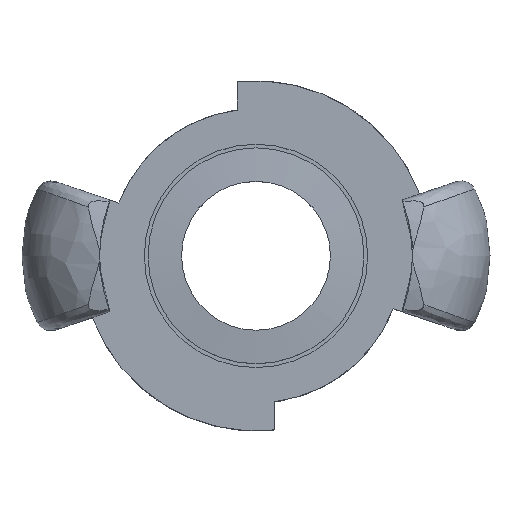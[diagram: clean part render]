
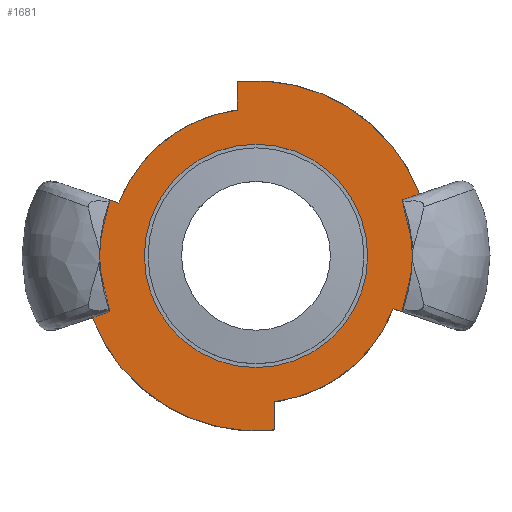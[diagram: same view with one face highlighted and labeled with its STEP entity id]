
A CAD part, top view. The second image highlights one B-rep face of the part: STEP entity #1681.
In plain terms, the highlighted planar face has unit normal (0, 0, 1).
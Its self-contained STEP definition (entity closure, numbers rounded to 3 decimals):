
#141=FACE_BOUND('',#373,.T.);
#172=PLANE('',#1830);
#279=FACE_OUTER_BOUND('',#372,.T.);
#372=EDGE_LOOP('',(#1428,#1429,#1430,#1431,#1432,#1433,#1434,#1435,#1436,
#1437,#1438,#1439));
#373=EDGE_LOOP('',(#1440,#1441));
#422=LINE('',#3693,#492);
#426=LINE('',#3784,#496);
#429=LINE('',#3791,#499);
#434=LINE('',#3800,#504);
#438=LINE('',#3828,#508);
#443=LINE('',#3837,#513);
#492=VECTOR('',#2072,10.);
#496=VECTOR('',#2084,10.);
#499=VECTOR('',#2089,10.);
#504=VECTOR('',#2096,10.);
#508=VECTOR('',#2104,10.);
#513=VECTOR('',#2111,10.);
#566=CIRCLE('',#1787,15.);
#567=CIRCLE('',#1788,15.);
#569=CIRCLE('',#1792,19.75);
#572=CIRCLE('',#1796,19.75);
#577=CIRCLE('',#1811,23.514);
#580=CIRCLE('',#1817,23.497);
#585=CIRCLE('',#1831,25.5);
#586=CIRCLE('',#1832,25.5);
#705=VERTEX_POINT('',#3502);
#706=VERTEX_POINT('',#3503);
#708=VERTEX_POINT('',#3515);
#709=VERTEX_POINT('',#3517);
#716=VERTEX_POINT('',#3570);
#717=VERTEX_POINT('',#3572);
#726=VERTEX_POINT('',#3691);
#731=VERTEX_POINT('',#3782);
#733=VERTEX_POINT('',#3788);
#734=VERTEX_POINT('',#3790);
#736=VERTEX_POINT('',#3796);
#740=VERTEX_POINT('',#3825);
#741=VERTEX_POINT('',#3827);
#743=VERTEX_POINT('',#3833);
#914=EDGE_CURVE('',#705,#706,#566,.T.);
#915=EDGE_CURVE('',#706,#705,#567,.T.);
#920=EDGE_CURVE('',#708,#709,#569,.T.);
#929=EDGE_CURVE('',#716,#717,#572,.T.);
#941=EDGE_CURVE('',#726,#708,#422,.T.);
#949=EDGE_CURVE('',#731,#716,#426,.T.);
#952=EDGE_CURVE('',#733,#734,#429,.T.);
#957=EDGE_CURVE('',#736,#717,#434,.T.);
#962=EDGE_CURVE('',#740,#741,#438,.T.);
#967=EDGE_CURVE('',#743,#709,#443,.T.);
#970=EDGE_CURVE('',#733,#736,#577,.T.);
#976=EDGE_CURVE('',#740,#743,#580,.T.);
#990=EDGE_CURVE('',#741,#731,#585,.T.);
#991=EDGE_CURVE('',#734,#726,#586,.T.);
#1428=ORIENTED_EDGE('',*,*,#970,.T.);
#1429=ORIENTED_EDGE('',*,*,#957,.T.);
#1430=ORIENTED_EDGE('',*,*,#929,.F.);
#1431=ORIENTED_EDGE('',*,*,#949,.F.);
#1432=ORIENTED_EDGE('',*,*,#990,.F.);
#1433=ORIENTED_EDGE('',*,*,#962,.F.);
#1434=ORIENTED_EDGE('',*,*,#976,.T.);
#1435=ORIENTED_EDGE('',*,*,#967,.T.);
#1436=ORIENTED_EDGE('',*,*,#920,.F.);
#1437=ORIENTED_EDGE('',*,*,#941,.F.);
#1438=ORIENTED_EDGE('',*,*,#991,.F.);
#1439=ORIENTED_EDGE('',*,*,#952,.F.);
#1440=ORIENTED_EDGE('',*,*,#914,.T.);
#1441=ORIENTED_EDGE('',*,*,#915,.T.);
#1681=ADVANCED_FACE('',(#279,#141),#172,.F.);
#1787=AXIS2_PLACEMENT_3D('',#3504,#2036,#2037);
#1788=AXIS2_PLACEMENT_3D('',#3505,#2038,#2039);
#1792=AXIS2_PLACEMENT_3D('',#3518,#2048,#2049);
#1796=AXIS2_PLACEMENT_3D('',#3573,#2059,#2060);
#1811=AXIS2_PLACEMENT_3D('',#3860,#2117,#2118);
#1817=AXIS2_PLACEMENT_3D('',#3888,#2131,#2132);
#1830=AXIS2_PLACEMENT_3D('',#3967,#2163,#2164);
#1831=AXIS2_PLACEMENT_3D('',#3968,#2165,#2166);
#1832=AXIS2_PLACEMENT_3D('',#3969,#2167,#2168);
#2036=DIRECTION('center_axis',(0.,0.,-1.));
#2037=DIRECTION('ref_axis',(0.,-1.,0.));
#2038=DIRECTION('center_axis',(0.,0.,-1.));
#2039=DIRECTION('ref_axis',(0.,-1.,0.));
#2048=DIRECTION('center_axis',(0.,0.,-1.));
#2049=DIRECTION('ref_axis',(-1.,0.,0.));
#2059=DIRECTION('center_axis',(0.,0.,-1.));
#2060=DIRECTION('ref_axis',(-1.,0.,0.));
#2072=DIRECTION('',(0.948,-0.319,0.));
#2084=DIRECTION('',(-0.948,0.319,0.));
#2089=DIRECTION('',(-0.948,-0.319,0.));
#2096=DIRECTION('',(0.,1.,0.));
#2104=DIRECTION('',(0.948,0.319,0.));
#2111=DIRECTION('',(0.,-1.,0.));
#2117=DIRECTION('center_axis',(0.,0.,1.));
#2118=DIRECTION('ref_axis',(0.936,0.353,0.));
#2131=DIRECTION('center_axis',(0.,0.,1.));
#2132=DIRECTION('ref_axis',(-0.936,-0.353,0.));
#2163=DIRECTION('center_axis',(0.,0.,-1.));
#2164=DIRECTION('ref_axis',(-1.,0.,0.));
#2165=DIRECTION('center_axis',(0.,0.,-1.));
#2166=DIRECTION('ref_axis',(0.,-1.,0.));
#2167=DIRECTION('center_axis',(0.,0.,-1.));
#2168=DIRECTION('ref_axis',(0.,-1.,0.));
#3502=CARTESIAN_POINT('',(0.,-15.,0.));
#3503=CARTESIAN_POINT('',(0.,15.,0.));
#3504=CARTESIAN_POINT('Origin',(0.,0.,0.));
#3505=CARTESIAN_POINT('Origin',(0.,0.,0.));
#3515=CARTESIAN_POINT('',(-18.429,7.101,0.));
#3517=CARTESIAN_POINT('',(-2.5,19.591,0.));
#3518=CARTESIAN_POINT('Origin',(0.,0.,0.));
#3570=CARTESIAN_POINT('',(18.429,-7.101,0.));
#3572=CARTESIAN_POINT('',(2.5,-19.591,0.));
#3573=CARTESIAN_POINT('Origin',(0.,0.,0.));
#3691=CARTESIAN_POINT('',(-23.883,8.937,0.));
#3693=CARTESIAN_POINT('',(-12.197,5.002,0.));
#3782=CARTESIAN_POINT('',(23.883,-8.937,0.));
#3784=CARTESIAN_POINT('',(16.054,-6.301,0.));
#3788=CARTESIAN_POINT('',(-22.,-8.303,0.));
#3790=CARTESIAN_POINT('',(-23.883,-8.937,0.));
#3791=CARTESIAN_POINT('',(-11.008,-4.601,0.));
#3796=CARTESIAN_POINT('',(2.5,-23.381,0.));
#3800=CARTESIAN_POINT('',(2.5,0.,0.));
#3825=CARTESIAN_POINT('',(21.984,8.298,0.));
#3827=CARTESIAN_POINT('',(23.883,8.937,0.));
#3828=CARTESIAN_POINT('',(7.151,3.302,0.));
#3833=CARTESIAN_POINT('',(-2.5,23.364,0.));
#3837=CARTESIAN_POINT('',(-2.5,0.,0.));
#3860=CARTESIAN_POINT('Origin',(0.,0.,0.));
#3888=CARTESIAN_POINT('Origin',(0.,0.,0.));
#3967=CARTESIAN_POINT('Origin',(0.,-12.75,0.));
#3968=CARTESIAN_POINT('Origin',(0.,0.,0.));
#3969=CARTESIAN_POINT('Origin',(0.,0.,0.));
